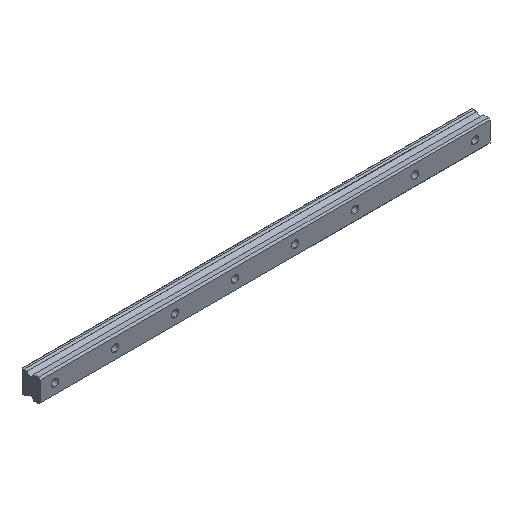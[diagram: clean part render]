
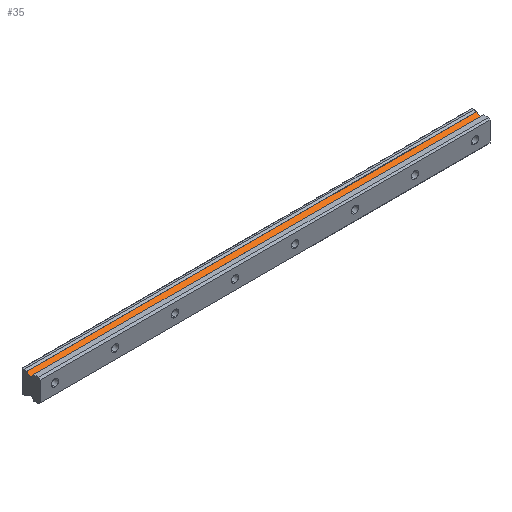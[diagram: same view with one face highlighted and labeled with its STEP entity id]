
A CAD part, isometric view. The second image highlights one B-rep face of the part: STEP entity #35.
In plain terms, the highlighted planar face has unit normal (0, -0.499, 0.867).
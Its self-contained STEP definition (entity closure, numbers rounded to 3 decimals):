
#9 = VERTEX_POINT ( 'NONE', #1644 ) ;
#35 = ADVANCED_FACE ( 'NONE', ( #650 ), #1451, .F. ) ;
#204 = EDGE_CURVE ( 'NONE', #9, #1504, #2005, .T. ) ;
#243 = CARTESIAN_POINT ( 'NONE',  ( -15., 13.68, 10.315 ) ) ;
#279 = EDGE_CURVE ( 'NONE', #770, #1504, #1731, .T. ) ;
#355 = CARTESIAN_POINT ( 'NONE',  ( 435., 13.68, 10.315 ) ) ;
#414 = ORIENTED_EDGE ( 'NONE', *, *, #844, .F. ) ;
#528 = DIRECTION ( 'NONE',  ( -1., 0., 0. ) ) ;
#552 = AXIS2_PLACEMENT_3D ( 'NONE', #790, #2108, #1138 ) ;
#650 = FACE_OUTER_BOUND ( 'NONE', #1988, .T. ) ;
#756 = VECTOR ( 'NONE', #1112, 1000. ) ;
#770 = VERTEX_POINT ( 'NONE', #1757 ) ;
#790 = CARTESIAN_POINT ( 'NONE',  ( 435., 13.68, 10.315 ) ) ;
#844 = EDGE_CURVE ( 'NONE', #770, #968, #1287, .T. ) ;
#847 = CARTESIAN_POINT ( 'NONE',  ( 435., 9.514, 7.915 ) ) ;
#968 = VERTEX_POINT ( 'NONE', #355 ) ;
#1063 = DIRECTION ( 'NONE',  ( 0., -0.866, -0.499 ) ) ;
#1112 = DIRECTION ( 'NONE',  ( 1., 0., 0. ) ) ;
#1138 = DIRECTION ( 'NONE',  ( 0., 0.866, 0.499 ) ) ;
#1287 = LINE ( 'NONE', #1617, #756 ) ;
#1337 = CARTESIAN_POINT ( 'NONE',  ( -15., 9.514, 7.915 ) ) ;
#1423 = ORIENTED_EDGE ( 'NONE', *, *, #204, .F. ) ;
#1451 = PLANE ( 'NONE',  #552 ) ;
#1504 = VERTEX_POINT ( 'NONE', #1337 ) ;
#1547 = VECTOR ( 'NONE', #1760, 1000. ) ;
#1617 = CARTESIAN_POINT ( 'NONE',  ( 435., 13.68, 10.315 ) ) ;
#1627 = ORIENTED_EDGE ( 'NONE', *, *, #279, .T. ) ;
#1644 = CARTESIAN_POINT ( 'NONE',  ( 435., 9.514, 7.915 ) ) ;
#1731 = LINE ( 'NONE', #243, #1547 ) ;
#1757 = CARTESIAN_POINT ( 'NONE',  ( -15., 13.68, 10.315 ) ) ;
#1760 = DIRECTION ( 'NONE',  ( 0., -0.866, -0.499 ) ) ;
#1865 = VECTOR ( 'NONE', #1063, 1000. ) ;
#1891 = LINE ( 'NONE', #2078, #1865 ) ;
#1931 = EDGE_CURVE ( 'NONE', #968, #9, #1891, .T. ) ;
#1988 = EDGE_LOOP ( 'NONE', ( #1423, #2072, #414, #1627 ) ) ;
#2005 = LINE ( 'NONE', #847, #2095 ) ;
#2072 = ORIENTED_EDGE ( 'NONE', *, *, #1931, .F. ) ;
#2078 = CARTESIAN_POINT ( 'NONE',  ( 435., 13.68, 10.315 ) ) ;
#2095 = VECTOR ( 'NONE', #528, 1000. ) ;
#2108 = DIRECTION ( 'NONE',  ( 0., 0.499, -0.866 ) ) ;
